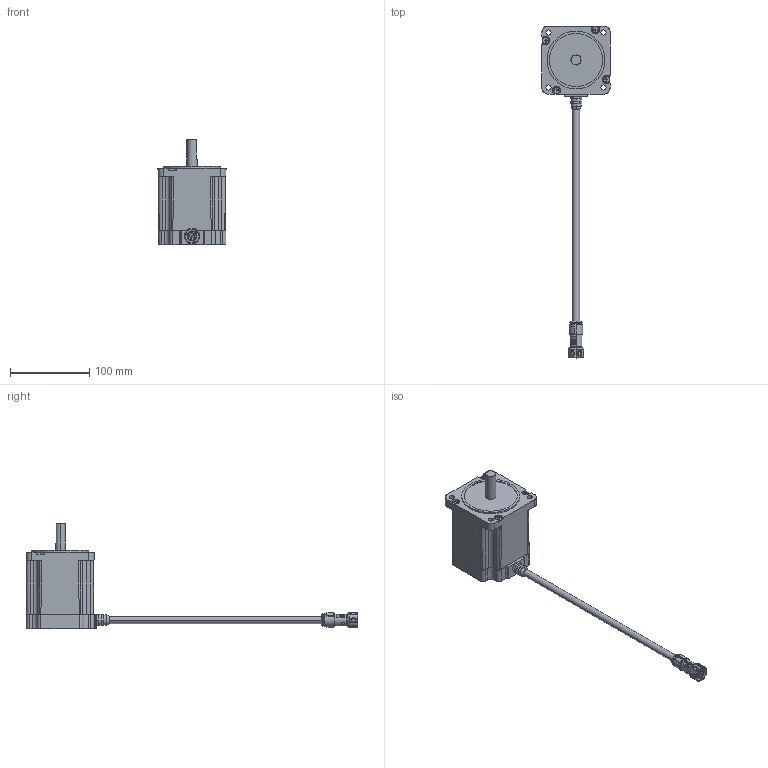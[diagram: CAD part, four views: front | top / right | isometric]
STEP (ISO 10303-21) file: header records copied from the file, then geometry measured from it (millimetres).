
FILE_DESCRIPTION (( 'STEP AP214' ), '1' );
FILE_NAME ('STP-MTRH-34097W.STEP', '2018-12-11T20:10:22', ( '' ), ( '' ), 'SwSTEP 2.0', 'SolidWorks 2017', '' );
FILE_SCHEMA (( 'AUTOMOTIVE_DESIGN' ));
Length unit declared in the file: inch
Products named in the file (1): STP-MTRH-34097W
Bounding box: 86 x 419.51 x 133.6 mm (x, y, z)
Volume: 665899.6 mm3; surface area: 63504.6 mm2
Topology: 3 solids, 3 shells, 837 faces, 2107 edges, 1355 vertices
Faces by surface type: plane 308, cylinder 234, bspline 226, torus 36, cone 31, sphere 2
Entity records: 50597 total; most frequent: CARTESIAN_POINT 21052, ORIENTED_EDGE 4200, DIRECTION 3297, EDGE_CURVE 2100, VERTEX_POINT 1354, AXIS2_PLACEMENT_3D 1161, VECTOR 975, LINE 975
